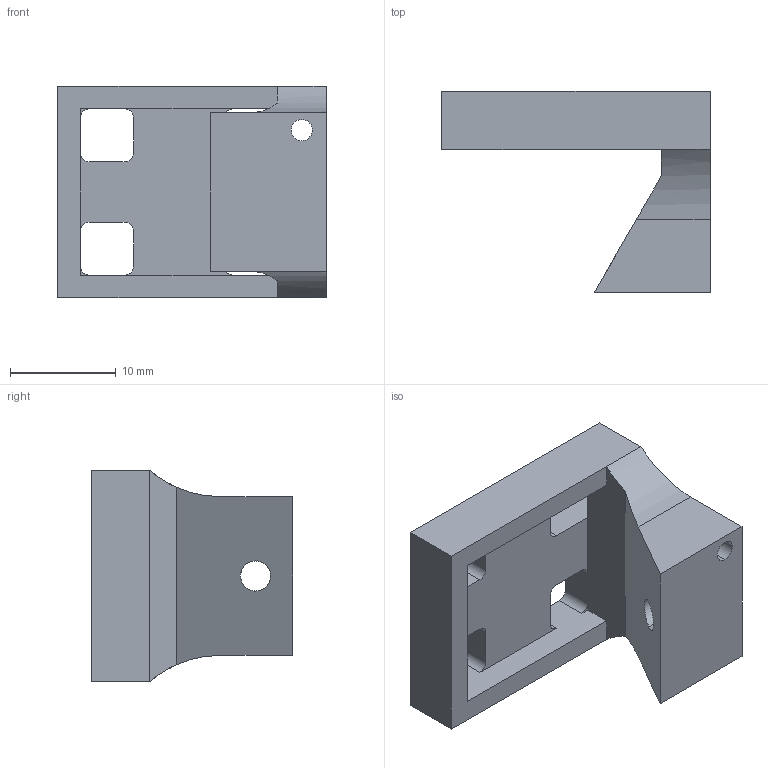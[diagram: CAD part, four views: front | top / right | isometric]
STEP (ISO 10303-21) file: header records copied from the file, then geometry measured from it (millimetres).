
FILE_DESCRIPTION (( 'STEP AP203' ), '1' );
FILE_NAME ('espHolder.STEP', '2024-06-15T07:48:38', ( '' ), ( '' ), 'SwSTEP 2.0', 'SolidWorks 2023', '' );
FILE_SCHEMA (( 'CONFIG_CONTROL_DESIGN' ));
Length unit declared in the file: millimetre
Products named in the file (1): espHolder
Bounding box: 25.35 x 19 x 20 mm (x, y, z)
Volume: 3040.6 mm3; surface area: 2620.6 mm2
Topology: 1 solids, 1 shells, 50 faces, 153 edges, 101 vertices
Faces by surface type: plane 28, cylinder 22
Entity records: 1816 total; most frequent: CARTESIAN_POINT 317, ORIENTED_EDGE 306, DIRECTION 293, EDGE_CURVE 153, LINE 107, VECTOR 107, VERTEX_POINT 101, AXIS2_PLACEMENT_3D 93
